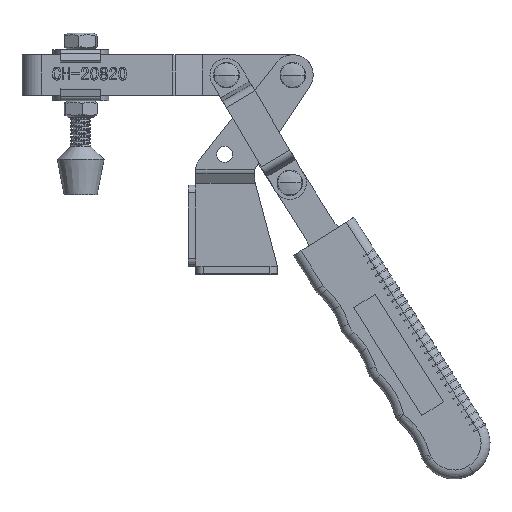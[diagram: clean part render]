
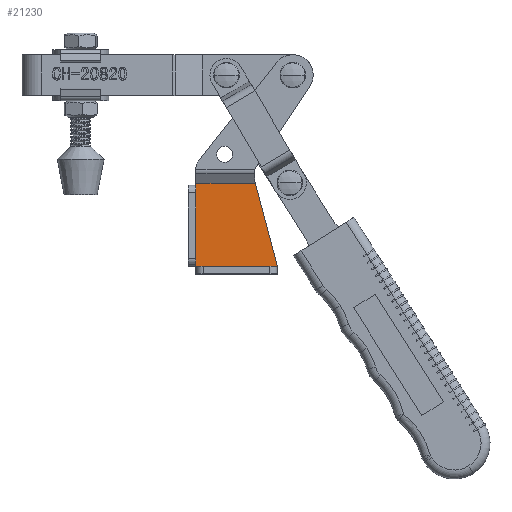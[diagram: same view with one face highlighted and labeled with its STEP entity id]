
A CAD part, top view. The second image highlights one B-rep face of the part: STEP entity #21230.
In plain terms, the highlighted planar face has unit normal (0, 0, 1).
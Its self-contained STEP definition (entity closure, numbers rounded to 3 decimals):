
#1069 = DIRECTION ( 'NONE',  ( -1., 0., 0. ) ) ;
#1110 = CARTESIAN_POINT ( 'NONE',  ( 32., 3., 3. ) ) ;
#2587 = CARTESIAN_POINT ( 'NONE',  ( 0., 3., 3. ) ) ;
#4617 = DIRECTION ( 'NONE',  ( -0.257, 0.966, 0. ) ) ;
#4733 = CARTESIAN_POINT ( 'NONE',  ( 32., 3., 3. ) ) ;
#6867 = CARTESIAN_POINT ( 'NONE',  ( 0., 35.592, 3. ) ) ;
#7101 = VECTOR ( 'NONE', #30483, 1000. ) ;
#8801 = DIRECTION ( 'NONE',  ( 0., -1., 0. ) ) ;
#8811 = VERTEX_POINT ( 'NONE', #6867 ) ;
#9053 = CARTESIAN_POINT ( 'NONE',  ( 23.328, 35.592, 3. ) ) ;
#12227 = LINE ( 'NONE', #1110, #29691 ) ;
#13557 = ORIENTED_EDGE ( 'NONE', *, *, #16039, .F. ) ;
#14607 = VECTOR ( 'NONE', #1069, 1000. ) ;
#16039 = EDGE_CURVE ( 'NONE', #39816, #8811, #44202, .T. ) ;
#17930 = EDGE_CURVE ( 'NONE', #23666, #39816, #22788, .T. ) ;
#18538 = EDGE_CURVE ( 'NONE', #20099, #8811, #35298, .T. ) ;
#20099 = VERTEX_POINT ( 'NONE', #9053 ) ;
#21230 = ADVANCED_FACE ( 'NONE', ( #26457 ), #36549, .T. ) ;
#21792 = CARTESIAN_POINT ( 'NONE',  ( 46., 3., 3. ) ) ;
#22617 = CARTESIAN_POINT ( 'NONE',  ( 46., 35.592, 3. ) ) ;
#22788 = LINE ( 'NONE', #21792, #14607 ) ;
#23666 = VERTEX_POINT ( 'NONE', #4733 ) ;
#25473 = EDGE_CURVE ( 'NONE', #23666, #20099, #12227, .T. ) ;
#26103 = DIRECTION ( 'NONE',  ( -1., 0., 0. ) ) ;
#26457 = FACE_OUTER_BOUND ( 'NONE', #36181, .T. ) ;
#27985 = ORIENTED_EDGE ( 'NONE', *, *, #17930, .F. ) ;
#29690 = DIRECTION ( 'NONE',  ( 0., 0., 1. ) ) ;
#29691 = VECTOR ( 'NONE', #4617, 1000. ) ;
#30483 = DIRECTION ( 'NONE',  ( 0., 1., 0. ) ) ;
#33110 = VECTOR ( 'NONE', #26103, 1000. ) ;
#33979 = CARTESIAN_POINT ( 'NONE',  ( 0., 3., 3. ) ) ;
#35298 = LINE ( 'NONE', #22617, #33110 ) ;
#36181 = EDGE_LOOP ( 'NONE', ( #39223, #41528, #13557, #27985 ) ) ;
#36549 = PLANE ( 'NONE',  #45218 ) ;
#39223 = ORIENTED_EDGE ( 'NONE', *, *, #25473, .T. ) ;
#39816 = VERTEX_POINT ( 'NONE', #2587 ) ;
#40067 = CARTESIAN_POINT ( 'NONE',  ( 46., 3., 3. ) ) ;
#41528 = ORIENTED_EDGE ( 'NONE', *, *, #18538, .T. ) ;
#44202 = LINE ( 'NONE', #33979, #7101 ) ;
#45218 = AXIS2_PLACEMENT_3D ( 'NONE', #40067, #29690, #8801 ) ;
